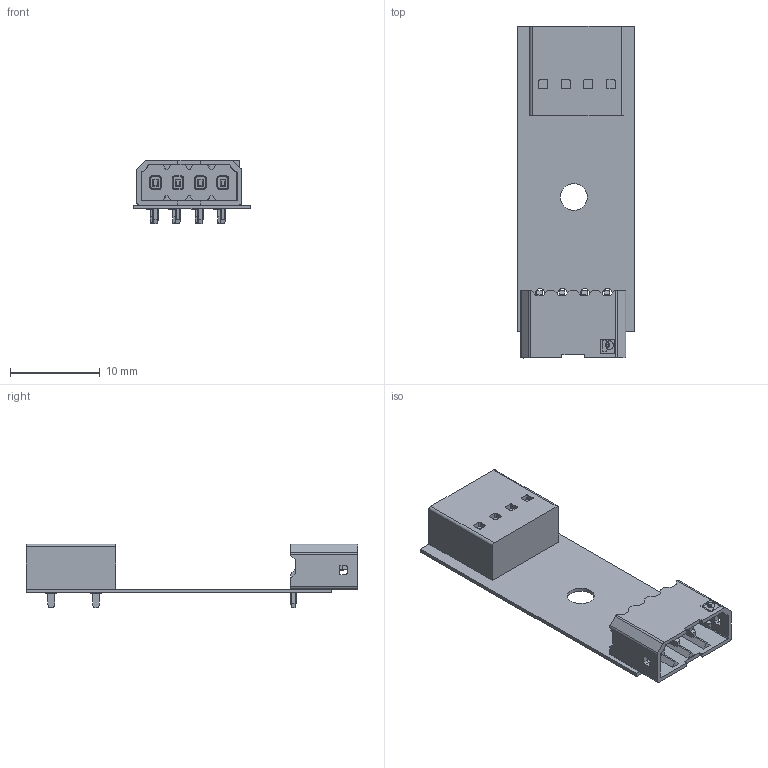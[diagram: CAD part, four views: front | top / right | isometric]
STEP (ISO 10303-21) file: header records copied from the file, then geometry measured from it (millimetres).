
FILE_DESCRIPTION(('Open CASCADE Model'),'2;1');
FILE_NAME('Open CASCADE Shape Model','2023-05-09T23:18:55',('Author'),( 'Open CASCADE'),'Open CASCADE STEP processor 7.5','Open CASCADE 7.5' ,'Unknown');
FILE_SCHEMA(('AUTOMOTIVE_DESIGN { 1 0 10303 214 1 1 1 1 }'));
Length unit declared in the file: millimetre
Products named in the file (12): PCB; Board; Open CASCADE STEP translator 7.5 1.1.1; J2; 1814511; J1; 1778641; Open CASCADE STEP translator 7.5 1.3.1.1; Open CASCADE STEP translator 7.5 1.3.1.2; Open CASCADE STEP translator 7.5 1.3.1.3; Open CASCADE STEP translator 7.5 1.3.1.4; Open CASCADE STEP translator 7.5 1.3.1.5
Assembly tree (11 placements, depth 4):
  PCB
    Board
      Open CASCADE STEP translator 7.5 1.1.1
    J2
      1814511
    J1
      1778641
        Open CASCADE STEP translator 7.5 1.3.1.1
        Open CASCADE STEP translator 7.5 1.3.1.2
        Open CASCADE STEP translator 7.5 1.3.1.3
        Open CASCADE STEP translator 7.5 1.3.1.4
        Open CASCADE STEP translator 7.5 1.3.1.5
Bounding box: 13 x 37 x 7.12 mm (x, y, z)
Volume: 896.3 mm3; surface area: 2111.1 mm2
Topology: 7 solids, 7 shells, 886 faces, 2413 edges, 1578 vertices
Faces by surface type: plane 594, cylinder 225, cone 50, extrusion 17
Full cylindrical faces by diameter (mm): 1.05 x4, 1.2 x8, 3 x1
Entity records: 31379 total; most frequent: CARTESIAN_POINT 6104, ORIENTED_EDGE 4826, DIRECTION 4656, EDGE_CURVE 2413, VECTOR 1874, LINE 1857, VERTEX_POINT 1578, AXIS2_PLACEMENT_3D 1391
